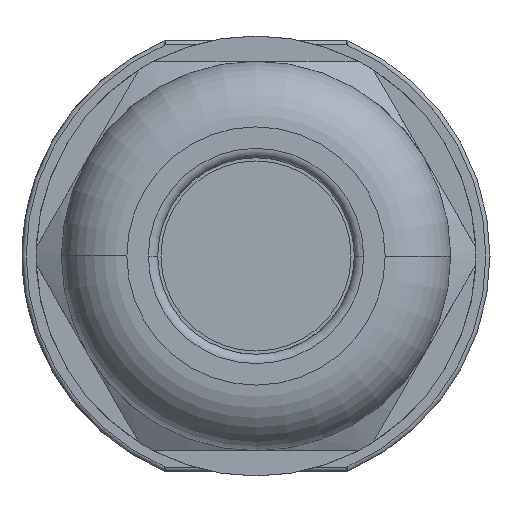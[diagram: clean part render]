
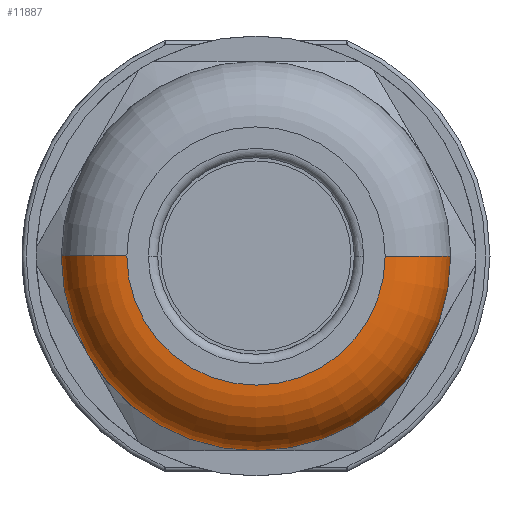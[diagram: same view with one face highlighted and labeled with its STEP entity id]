
A CAD part, left-side view. The second image highlights one B-rep face of the part: STEP entity #11887.
In plain terms, the highlighted toroidal (fillet/blend) face has major radius 6.9 mm and minor radius 3.5 mm.
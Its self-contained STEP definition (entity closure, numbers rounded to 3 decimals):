
#4140=CARTESIAN_POINT('',(-40.,0.,0.));
#4141=DIRECTION('',(1.,0.,0.));
#4142=DIRECTION('',(0.,-1.,0.));
#4143=AXIS2_PLACEMENT_3D('',#4140,#4141,#4142);
#4145=CARTESIAN_POINT('',(-40.,0.,0.));
#4146=DIRECTION('',(1.,0.,0.));
#4147=DIRECTION('',(0.,1.,-0.005));
#4148=AXIS2_PLACEMENT_3D('',#4145,#4146,#4147);
#4150=CARTESIAN_POINT('',(-40.,6.9,0.));
#4151=DIRECTION('',(0.,0.,1.));
#4152=DIRECTION('',(0.,1.,0.));
#4153=AXIS2_PLACEMENT_3D('',#4150,#4151,#4152);
#4155=CARTESIAN_POINT('',(-43.5,0.,0.));
#4156=DIRECTION('',(-1.,0.,0.));
#4157=DIRECTION('',(0.,1.,0.));
#4158=AXIS2_PLACEMENT_3D('',#4155,#4156,#4157);
#4160=CARTESIAN_POINT('',(-40.,-6.9,0.));
#4161=DIRECTION('',(0.,0.,1.));
#4162=DIRECTION('',(-1.,0.,0.));
#4163=AXIS2_PLACEMENT_3D('',#4160,#4161,#4162);
#4175=CARTESIAN_POINT('',(-43.5,0.,0.));
#4176=DIRECTION('',(1.,0.,0.));
#4177=DIRECTION('',(0.,-1.,0.));
#4178=AXIS2_PLACEMENT_3D('',#4175,#4176,#4177);
#5912=CARTESIAN_POINT('',(-43.5,6.9,0.));
#5914=VERTEX_POINT('',#5912);
#5916=CARTESIAN_POINT('',(-43.5,-6.9,0.));
#5917=CARTESIAN_POINT('',(-43.5,6.9,-0.035));
#5918=VERTEX_POINT('',#5916);
#5919=VERTEX_POINT('',#5917);
#5929=CARTESIAN_POINT('',(-40.,10.4,0.));
#5931=VERTEX_POINT('',#5929);
#5932=CARTESIAN_POINT('',(-40.,-10.4,0.));
#5933=VERTEX_POINT('',#5932);
#6123=CARTESIAN_POINT('',(-40.,10.4,-0.055));
#6124=VERTEX_POINT('',#6123);
#11870=CARTESIAN_POINT('',(-40.,0.,0.));
#11871=DIRECTION('',(-1.,0.,0.));
#11872=DIRECTION('',(0.,-1.,0.005));
#11873=AXIS2_PLACEMENT_3D('',#11870,#11871,#11872);
#11874=TOROIDAL_SURFACE('',#11873,6.9,3.5);
#11875=ORIENTED_EDGE('',*,*,#11861,.T.);
#11876=ORIENTED_EDGE('',*,*,#11859,.T.);
#11878=ORIENTED_EDGE('',*,*,#11877,.T.);
#11880=ORIENTED_EDGE('',*,*,#11879,.T.);
#11882=ORIENTED_EDGE('',*,*,#11881,.F.);
#11884=ORIENTED_EDGE('',*,*,#11883,.T.);
#11885=EDGE_LOOP('',(#11875,#11876,#11878,#11880,#11882,#11884));
#11886=FACE_OUTER_BOUND('',#11885,.F.);
#4144=CIRCLE('',#4143,10.4);
#4149=CIRCLE('',#4148,10.4);
#4154=CIRCLE('',#4153,3.5);
#4159=CIRCLE('',#4158,6.9);
#4164=CIRCLE('',#4163,3.5);
#4179=CIRCLE('',#4178,6.9);
#11859=EDGE_CURVE('',#6124,#5931,#4149,.T.);
#11861=EDGE_CURVE('',#5933,#6124,#4144,.T.);
#11877=EDGE_CURVE('',#5931,#5914,#4154,.T.);
#11879=EDGE_CURVE('',#5914,#5919,#4159,.T.);
#11881=EDGE_CURVE('',#5918,#5919,#4179,.T.);
#11883=EDGE_CURVE('',#5918,#5933,#4164,.T.);
#11887=ADVANCED_FACE('',(#11886),#11874,.T.);
